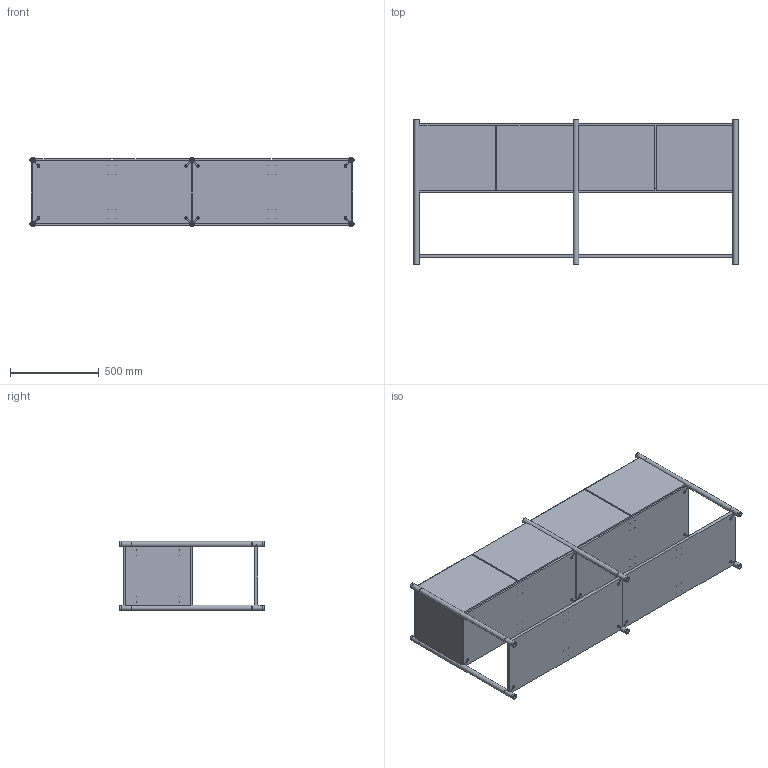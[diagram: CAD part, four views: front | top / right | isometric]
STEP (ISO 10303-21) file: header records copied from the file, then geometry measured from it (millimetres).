
FILE_DESCRIPTION(/* description */ (''),/* implementation_level */ '2;1');
FILE_NAME(/* name */ 'SCEENE H.stp',/* time_stamp */ '2023-04-26T13:44:36+02:00',/* author */ ('SørenNielsen'),/* organization */ (''),/* preprocessor_version */ 'ST-DEVELOPER v19',/* originating_system */ 'Autodesk Inventor 2023',/* authorisation */ '');
FILE_SCHEMA (('CONFIG_CONTROL_DESIGN'));
Products named in the file (1): SCEENE H
Bounding box: 1829.89 x 821 x 389.89 mm (x, y, z)
Volume: 65295907.4 mm3; surface area: 8127681 mm2
Topology: 5 solids, 5 shells, 1314 faces, 3720 edges, 2420 vertices
Faces by surface type: plane 688, cylinder 390, cone 220, torus 16
Full cylindrical faces by diameter (mm): 1.5 x80, 4.917 x20, 6 x8, 7 x24, 7.3 x32, 8.5 x4, 10 x16, 15 x8, 19 x6, 20 x10, 30 x6, 35 x8
Entity records: 49088 total; most frequent: CARTESIAN_POINT 14533, ORIENTED_EDGE 7288, DIRECTION 6500, EDGE_CURVE 3644, VERTEX_POINT 2420, AXIS2_PLACEMENT_3D 2371, LINE 1758, VECTOR 1758
